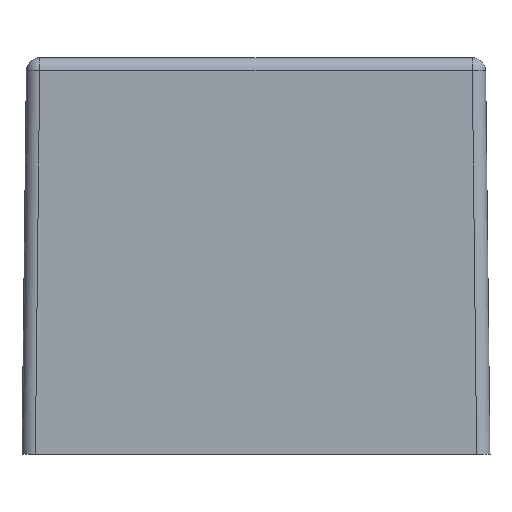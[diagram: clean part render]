
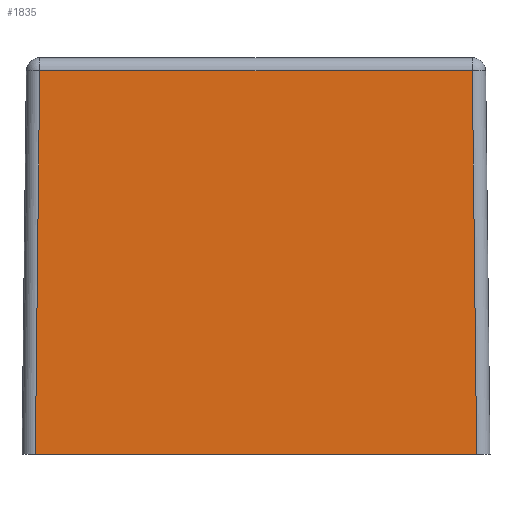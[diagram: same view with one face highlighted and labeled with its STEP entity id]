
A CAD part, front view. The second image highlights one B-rep face of the part: STEP entity #1835.
In plain terms, the highlighted planar face has unit normal (0, -1, 0.011).
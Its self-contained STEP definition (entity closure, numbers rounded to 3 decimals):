
#79=PLANE('',#2002);
#83=LINE('',#2537,#295);
#90=LINE('',#2567,#302);
#93=LINE('',#2572,#305);
#270=LINE('',#2999,#482);
#295=VECTOR('',#2032,10.);
#302=VECTOR('',#2065,10.);
#305=VECTOR('',#2072,10.);
#482=VECTOR('',#2455,10.);
#628=FACE_OUTER_BOUND('',#724,.T.);
#724=EDGE_LOOP('',(#1730,#1731,#1732,#1733));
#781=VERTEX_POINT('',#2530);
#783=VERTEX_POINT('',#2535);
#789=VERTEX_POINT('',#2556);
#792=VERTEX_POINT('',#2563);
#956=EDGE_CURVE('',#783,#781,#83,.T.);
#971=EDGE_CURVE('',#789,#792,#90,.T.);
#974=EDGE_CURVE('',#781,#789,#93,.T.);
#1187=EDGE_CURVE('',#792,#783,#270,.T.);
#1730=ORIENTED_EDGE('',*,*,#956,.F.);
#1731=ORIENTED_EDGE('',*,*,#1187,.F.);
#1732=ORIENTED_EDGE('',*,*,#971,.F.);
#1733=ORIENTED_EDGE('',*,*,#974,.F.);
#1835=ADVANCED_FACE('',(#628),#79,.T.);
#2002=AXIS2_PLACEMENT_3D('',#3042,#2508,#2509);
#2032=DIRECTION('',(0.011,0.011,1.));
#2065=DIRECTION('',(0.011,-0.011,-1.));
#2072=DIRECTION('',(1.,0.,0.));
#2455=DIRECTION('',(-1.,0.,0.));
#2508=DIRECTION('center_axis',(0.,-1.,
0.011));
#2509=DIRECTION('ref_axis',(0.,-0.011,-1.));
#2530=CARTESIAN_POINT('',(9.267,-12.116,10.064));
#2535=CARTESIAN_POINT('',(9.153,-12.23,0.));
#2537=CARTESIAN_POINT('',(9.154,-12.229,0.066));
#2556=CARTESIAN_POINT('',(20.625,-12.116,10.064));
#2563=CARTESIAN_POINT('',(20.739,-12.23,0.));
#2567=CARTESIAN_POINT('',(20.739,-12.23,0.037));
#2572=CARTESIAN_POINT('',(17.958,-12.116,10.064));
#2999=CARTESIAN_POINT('',(17.958,-12.23,0.));
#3042=CARTESIAN_POINT('Origin',(20.971,-12.23,0.001));
